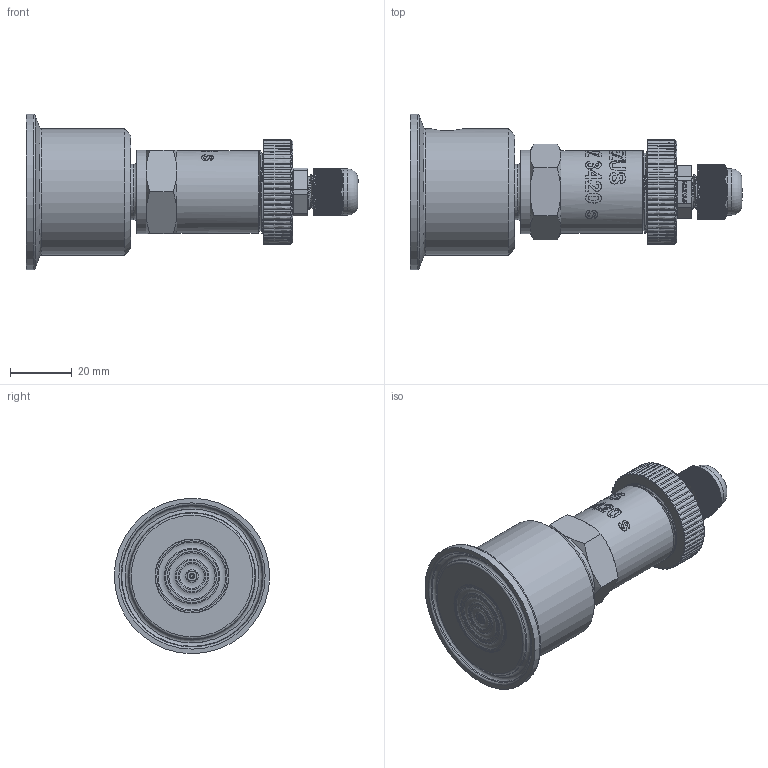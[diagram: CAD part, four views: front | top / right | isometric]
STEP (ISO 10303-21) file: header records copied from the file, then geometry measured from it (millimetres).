
FILE_DESCRIPTION(/* description */ (''),/* implementation_level */ '2;1');
FILE_NAME(/* name */ 'APZ3420s_ClampDN1_2.step',/* time_stamp */ '2021-07-08T14:17:07+03:00',/* author */ (''),/* organization */ (''),/* preprocessor_version */ 'ST-DEVELOPER v18.1',/* originating_system */ 'Autodesk Translation Framework v10.9.0.1377',/* authorisation */ '');
FILE_SCHEMA (('AUTOMOTIVE_DESIGN { 1 0 10303 214 3 1 1 }'));
Products named in the file (9): АПЗ 3420S заполненная; OMAL nut M27x1.5; Ш100.000.001; M12x1.5 Cable gland; Cable gland; Rubber gasket; M12 Domed nut; G1\2EN; Clamp DN1 diaphragm 24 v2 (1)
Assembly tree (8 placements, depth 3):
  АПЗ 3420S заполненная
    OMAL nut M27x1.5
    Ш100.000.001
    M12x1.5 Cable gland
      Cable gland
      Rubber gasket
      M12 Domed nut
    G1\2EN
    Clamp DN1 diaphragm 24 v2 (1)
Bounding box: 107.83 x 50.5 x 50.5 mm (x, y, z)
Volume: 80159.9 mm3; surface area: 28419.7 mm2
Topology: 8 solids, 8 shells, 2785 faces, 8115 edges, 5407 vertices
Faces by surface type: plane 1504, cylinder 795, bspline 434, cone 33, torus 18, sphere 1
Full cylindrical faces by diameter (mm): 1 x6, 2 x1, 3 x1, 3.3 x1, 5 x1, 6 x3, 7.5 x1, 8 x1, 9.976 x5, 10 x6, 10.376 x4, 10.526 x3, 11.6 x4, 12 x5, 12.203 x3, 12.6 x1, 15 x1, 16.7 x1, 17 x1, 17.5 x1, 18 x1, 18.631 x7, 20.955 x7, 21.4 x2, 22 x1, 22.3 x1, 22.4 x1, 23.8 x1, 24 x1, 24.5 x1
Entity records: 124095 total; most frequent: CARTESIAN_POINT 53749, ORIENTED_EDGE 16228, DIRECTION 12632, EDGE_CURVE 8114, VERTEX_POINT 5407, LINE 4346, VECTOR 4346, AXIS2_PLACEMENT_3D 4143
